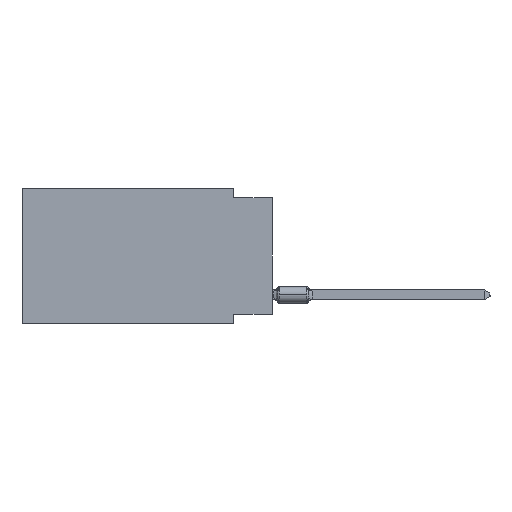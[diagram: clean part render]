
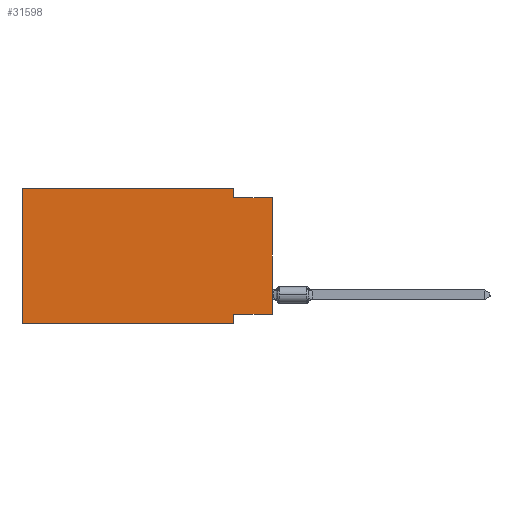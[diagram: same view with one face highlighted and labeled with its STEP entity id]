
A CAD part, left-side view. The second image highlights one B-rep face of the part: STEP entity #31598.
In plain terms, the highlighted planar face has unit normal (-1, 0, 0).
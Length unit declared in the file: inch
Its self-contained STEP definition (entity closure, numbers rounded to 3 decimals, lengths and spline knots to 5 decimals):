
#565 = LINE ( 'NONE', #18288, #20104 ) ;
#795 = LINE ( 'NONE', #37973, #14900 ) ;
#893 = PLANE ( 'NONE',  #36048 ) ;
#2216 = CARTESIAN_POINT ( 'NONE',  ( 0., 0.1, -0.35 ) ) ;
#2553 = CARTESIAN_POINT ( 'NONE',  ( 0., 0., -0.025 ) ) ;
#3312 = FACE_OUTER_BOUND ( 'NONE', #32631, .T. ) ;
#3974 = CARTESIAN_POINT ( 'NONE',  ( 0., 0.645, 0. ) ) ;
#5711 = CARTESIAN_POINT ( 'NONE',  ( 0., 0.1, -0.35 ) ) ;
#6016 = DIRECTION ( 'NONE',  ( 0., 1., 0. ) ) ;
#6626 = EDGE_CURVE ( 'NONE', #18453, #21637, #17879, .T. ) ;
#6928 = ORIENTED_EDGE ( 'NONE', *, *, #7548, .F. ) ;
#7548 = EDGE_CURVE ( 'NONE', #13034, #31028, #39300, .T. ) ;
#7772 = DIRECTION ( 'NONE',  ( 0., 0., 1. ) ) ;
#9620 = ORIENTED_EDGE ( 'NONE', *, *, #28433, .F. ) ;
#9821 = CARTESIAN_POINT ( 'NONE',  ( 0., 0.1, -0.325 ) ) ;
#10181 = VECTOR ( 'NONE', #35198, 39.37008 ) ;
#10734 = CARTESIAN_POINT ( 'NONE',  ( 0., 0.645, -0.35 ) ) ;
#10931 = LINE ( 'NONE', #10734, #11215 ) ;
#11215 = VECTOR ( 'NONE', #32458, 39.37008 ) ;
#11755 = DIRECTION ( 'NONE',  ( 0., 0., -1. ) ) ;
#12964 = DIRECTION ( 'NONE',  ( 0., 0., -1. ) ) ;
#13010 = EDGE_CURVE ( 'NONE', #18453, #13034, #565, .T. ) ;
#13034 = VERTEX_POINT ( 'NONE', #9821 ) ;
#13202 = CARTESIAN_POINT ( 'NONE',  ( 0., 0.645, 0. ) ) ;
#14058 = VECTOR ( 'NONE', #7772, 39.37008 ) ;
#14095 = VERTEX_POINT ( 'NONE', #20458 ) ;
#14900 = VECTOR ( 'NONE', #37783, 39.37008 ) ;
#15666 = CARTESIAN_POINT ( 'NONE',  ( 0., 0., 0. ) ) ;
#16260 = VECTOR ( 'NONE', #11755, 39.37008 ) ;
#16669 = ORIENTED_EDGE ( 'NONE', *, *, #32790, .F. ) ;
#17745 = ORIENTED_EDGE ( 'NONE', *, *, #13010, .F. ) ;
#17879 = LINE ( 'NONE', #15666, #23366 ) ;
#18187 = EDGE_CURVE ( 'NONE', #21868, #23177, #19465, .T. ) ;
#18288 = CARTESIAN_POINT ( 'NONE',  ( 0., 0., -0.325 ) ) ;
#18319 = ORIENTED_EDGE ( 'NONE', *, *, #18187, .F. ) ;
#18453 = VERTEX_POINT ( 'NONE', #36505 ) ;
#19055 = LINE ( 'NONE', #13202, #32821 ) ;
#19465 = LINE ( 'NONE', #3974, #14058 ) ;
#20104 = VECTOR ( 'NONE', #6016, 39.37008 ) ;
#20458 = CARTESIAN_POINT ( 'NONE',  ( 0., 0.1, 0. ) ) ;
#20690 = ORIENTED_EDGE ( 'NONE', *, *, #6626, .T. ) ;
#21637 = VERTEX_POINT ( 'NONE', #2553 ) ;
#21813 = LINE ( 'NONE', #22937, #10181 ) ;
#21868 = VERTEX_POINT ( 'NONE', #33926 ) ;
#22937 = CARTESIAN_POINT ( 'NONE',  ( 0., 0.1, 0. ) ) ;
#23177 = VERTEX_POINT ( 'NONE', #37082 ) ;
#23366 = VECTOR ( 'NONE', #27512, 39.37008 ) ;
#24104 = VERTEX_POINT ( 'NONE', #32523 ) ;
#27512 = DIRECTION ( 'NONE',  ( 0., 0., 1. ) ) ;
#28433 = EDGE_CURVE ( 'NONE', #14095, #24104, #21813, .T. ) ;
#30846 = CARTESIAN_POINT ( 'NONE',  ( 0., 0.645, 0. ) ) ;
#31028 = VERTEX_POINT ( 'NONE', #2216 ) ;
#31598 = ADVANCED_FACE ( 'NONE', ( #3312 ), #893, .F. ) ;
#32458 = DIRECTION ( 'NONE',  ( 0., -1., 0. ) ) ;
#32523 = CARTESIAN_POINT ( 'NONE',  ( 0., 0.1, -0.025 ) ) ;
#32631 = EDGE_LOOP ( 'NONE', ( #20690, #35993, #9620, #16669, #18319, #33103, #6928, #17745 ) ) ;
#32790 = EDGE_CURVE ( 'NONE', #23177, #14095, #19055, .T. ) ;
#32821 = VECTOR ( 'NONE', #37730, 39.37008 ) ;
#33103 = ORIENTED_EDGE ( 'NONE', *, *, #37911, .T. ) ;
#33926 = CARTESIAN_POINT ( 'NONE',  ( 0., 0.645, -0.35 ) ) ;
#34103 = EDGE_CURVE ( 'NONE', #24104, #21637, #795, .T. ) ;
#34475 = DIRECTION ( 'NONE',  ( 1., 0., 0. ) ) ;
#35198 = DIRECTION ( 'NONE',  ( 0., 0., -1. ) ) ;
#35993 = ORIENTED_EDGE ( 'NONE', *, *, #34103, .F. ) ;
#36048 = AXIS2_PLACEMENT_3D ( 'NONE', #30846, #34475, #12964 ) ;
#36505 = CARTESIAN_POINT ( 'NONE',  ( 0., 0., -0.325 ) ) ;
#37082 = CARTESIAN_POINT ( 'NONE',  ( 0., 0.645, 0. ) ) ;
#37730 = DIRECTION ( 'NONE',  ( 0., -1., 0. ) ) ;
#37783 = DIRECTION ( 'NONE',  ( 0., -1., 0. ) ) ;
#37911 = EDGE_CURVE ( 'NONE', #21868, #31028, #10931, .T. ) ;
#37973 = CARTESIAN_POINT ( 'NONE',  ( 0., 0., -0.025 ) ) ;
#39300 = LINE ( 'NONE', #5711, #16260 ) ;
